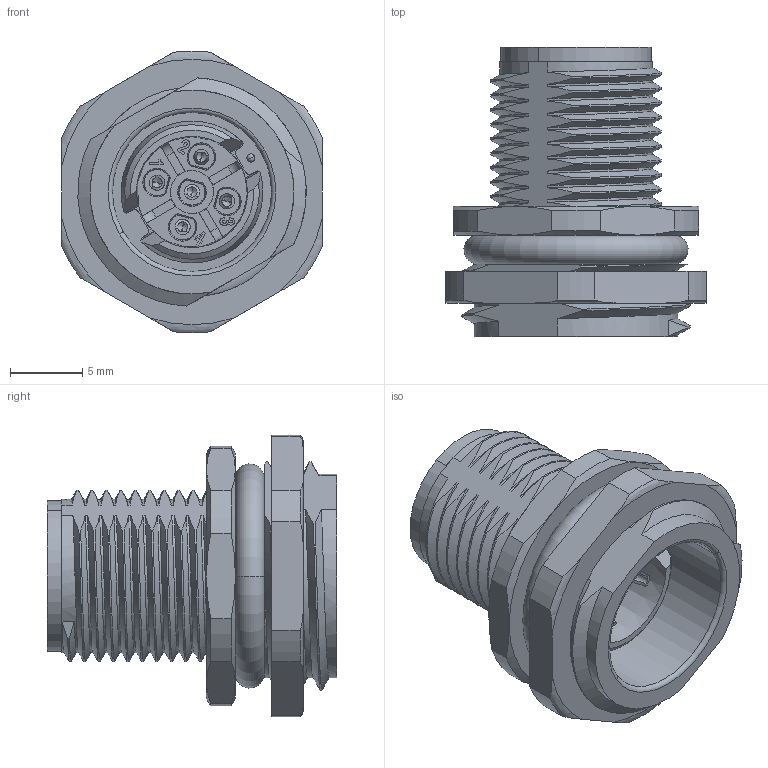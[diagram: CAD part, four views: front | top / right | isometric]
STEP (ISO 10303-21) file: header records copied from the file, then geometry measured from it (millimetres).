
FILE_DESCRIPTION((''),'2;1');
FILE_NAME('M12-M05A-BK-M16-C_SW0001','2017-07-21T',('hq.zhang'),(''),'PRO/ENGINEER BY PARAMETRIC TECHNOLOGY CORPORATION, 2012480','PRO/ENGINEER BY PARAMETRIC TECHNOLOGY CORPORATION, 2012480','');
FILE_SCHEMA(('AUTOMOTIVE_DESIGN { 1 0 10303 214 1 1 1 1 }'));
Length unit declared in the file: millimetre
Products named in the file (1): M12-M05A-BK-M16-C_SW0001
Bounding box: 18 x 20 x 19.48 mm (x, y, z)
Volume: 1820 mm3; surface area: 3723.7 mm2
Topology: 1 solids, 2 shells, 591 faces, 1661 edges, 1083 vertices
Faces by surface type: plane 184, cylinder 132, bspline 87, extrusion 86, cone 62, torus 28, sphere 12
Entity records: 28482 total; most frequent: CARTESIAN_POINT 14328, ORIENTED_EDGE 3278, DIRECTION 2354, EDGE_CURVE 1639, VERTEX_POINT 1083, AXIS2_PLACEMENT_3D 792, VECTOR 770, LINE 684
